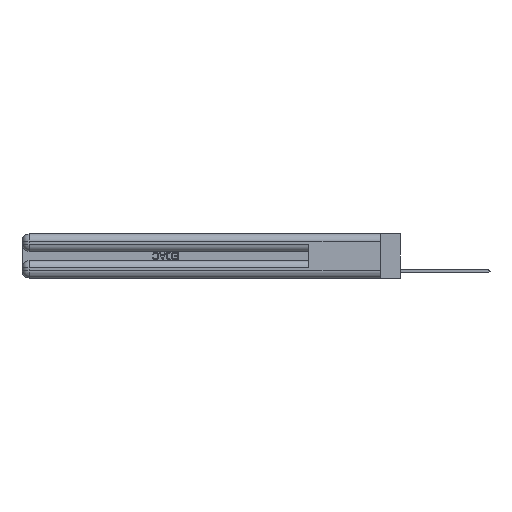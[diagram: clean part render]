
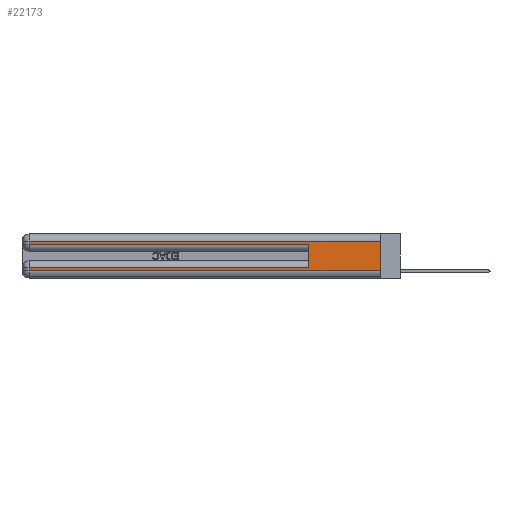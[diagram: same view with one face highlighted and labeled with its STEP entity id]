
A CAD part, left-side view. The second image highlights one B-rep face of the part: STEP entity #22173.
In plain terms, the highlighted planar face has unit normal (-1, 0, 0).
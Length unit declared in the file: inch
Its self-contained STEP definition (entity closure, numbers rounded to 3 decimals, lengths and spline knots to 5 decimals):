
#2 = CARTESIAN_POINT ( 'NONE',  ( 0., 0., 0.37 ) ) ;
#13 = DIRECTION ( 'NONE',  ( 0., -1., 0. ) ) ;
#79 = LINE ( 'NONE', #17958, #3150 ) ;
#134 = EDGE_CURVE ( 'NONE', #17123, #23015, #2031, .T. ) ;
#538 = VECTOR ( 'NONE', #12389, 39.37008 ) ;
#752 = EDGE_CURVE ( 'NONE', #10322, #16706, #10583, .T. ) ;
#1177 = CARTESIAN_POINT ( 'NONE',  ( 0., 2.94, 0.085 ) ) ;
#1656 = AXIS2_PLACEMENT_3D ( 'NONE', #2, #19748, #23894 ) ;
#2031 = LINE ( 'NONE', #24371, #12702 ) ;
#3150 = VECTOR ( 'NONE', #18234, 39.37008 ) ;
#3530 = CARTESIAN_POINT ( 'NONE',  ( 0., 2.94, 0.37 ) ) ;
#3731 = ORIENTED_EDGE ( 'NONE', *, *, #28282, .T. ) ;
#3759 = CARTESIAN_POINT ( 'NONE',  ( 0., 0., 0.06 ) ) ;
#4768 = VECTOR ( 'NONE', #6930, 39.37008 ) ;
#5405 = EDGE_LOOP ( 'NONE', ( #16482, #19022, #7282, #26259, #17762, #22837, #3731, #7706 ) ) ;
#6034 = CARTESIAN_POINT ( 'NONE',  ( 0., 0., 0.31 ) ) ;
#6789 = VECTOR ( 'NONE', #17809, 39.37008 ) ;
#6863 = LINE ( 'NONE', #3759, #20620 ) ;
#6930 = DIRECTION ( 'NONE',  ( 0., 0., -1. ) ) ;
#7282 = ORIENTED_EDGE ( 'NONE', *, *, #14963, .T. ) ;
#7706 = ORIENTED_EDGE ( 'NONE', *, *, #11685, .T. ) ;
#8046 = CARTESIAN_POINT ( 'NONE',  ( 0., 2.94, 0.31 ) ) ;
#8695 = DIRECTION ( 'NONE',  ( 0., 0., 1. ) ) ;
#9012 = EDGE_CURVE ( 'NONE', #10322, #22291, #23772, .T. ) ;
#10322 = VERTEX_POINT ( 'NONE', #14943 ) ;
#10583 = LINE ( 'NONE', #22965, #4768 ) ;
#10851 = DIRECTION ( 'NONE',  ( 0., -1., 0. ) ) ;
#11685 = EDGE_CURVE ( 'NONE', #27731, #16706, #6863, .T. ) ;
#11764 = EDGE_CURVE ( 'NONE', #20562, #23015, #14782, .T. ) ;
#12389 = DIRECTION ( 'NONE',  ( 0., 0., -1. ) ) ;
#12702 = VECTOR ( 'NONE', #8695, 39.37008 ) ;
#13759 = CARTESIAN_POINT ( 'NONE',  ( 0., 0., 0.06 ) ) ;
#13859 = EDGE_CURVE ( 'NONE', #17123, #16339, #26701, .T. ) ;
#14782 = LINE ( 'NONE', #19865, #15762 ) ;
#14943 = CARTESIAN_POINT ( 'NONE',  ( 0., 0., 0.31 ) ) ;
#14963 = EDGE_CURVE ( 'NONE', #22291, #20562, #26269, .T. ) ;
#15762 = VECTOR ( 'NONE', #13, 39.37008 ) ;
#16339 = VERTEX_POINT ( 'NONE', #1177 ) ;
#16482 = ORIENTED_EDGE ( 'NONE', *, *, #752, .F. ) ;
#16706 = VERTEX_POINT ( 'NONE', #13759 ) ;
#17123 = VERTEX_POINT ( 'NONE', #23308 ) ;
#17597 = CARTESIAN_POINT ( 'NONE',  ( 0., 0.6, 0.285 ) ) ;
#17762 = ORIENTED_EDGE ( 'NONE', *, *, #134, .F. ) ;
#17809 = DIRECTION ( 'NONE',  ( 0., 1., 0. ) ) ;
#17958 = CARTESIAN_POINT ( 'NONE',  ( 0., 2.94, 0.37 ) ) ;
#18234 = DIRECTION ( 'NONE',  ( 0., 0., -1. ) ) ;
#19022 = ORIENTED_EDGE ( 'NONE', *, *, #9012, .T. ) ;
#19307 = VECTOR ( 'NONE', #28044, 39.37008 ) ;
#19748 = DIRECTION ( 'NONE',  ( 1., 0., 0. ) ) ;
#19865 = CARTESIAN_POINT ( 'NONE',  ( 0., 0., 0.285 ) ) ;
#20136 = FACE_OUTER_BOUND ( 'NONE', #5405, .T. ) ;
#20562 = VERTEX_POINT ( 'NONE', #20744 ) ;
#20620 = VECTOR ( 'NONE', #10851, 39.37008 ) ;
#20744 = CARTESIAN_POINT ( 'NONE',  ( 0., 2.94, 0.285 ) ) ;
#21686 = PLANE ( 'NONE',  #1656 ) ;
#22173 = ADVANCED_FACE ( 'NONE', ( #20136 ), #21686, .F. ) ;
#22291 = VERTEX_POINT ( 'NONE', #8046 ) ;
#22837 = ORIENTED_EDGE ( 'NONE', *, *, #13859, .T. ) ;
#22965 = CARTESIAN_POINT ( 'NONE',  ( 0., 0., 0.37 ) ) ;
#23015 = VERTEX_POINT ( 'NONE', #17597 ) ;
#23308 = CARTESIAN_POINT ( 'NONE',  ( 0., 0.6, 0.085 ) ) ;
#23772 = LINE ( 'NONE', #6034, #19307 ) ;
#23894 = DIRECTION ( 'NONE',  ( 0., 0., -1. ) ) ;
#23980 = CARTESIAN_POINT ( 'NONE',  ( 0., 0., 0.085 ) ) ;
#24371 = CARTESIAN_POINT ( 'NONE',  ( 0., 0.6, 0.145 ) ) ;
#24530 = CARTESIAN_POINT ( 'NONE',  ( 0., 2.94, 0.06 ) ) ;
#26259 = ORIENTED_EDGE ( 'NONE', *, *, #11764, .T. ) ;
#26269 = LINE ( 'NONE', #3530, #538 ) ;
#26701 = LINE ( 'NONE', #23980, #6789 ) ;
#27731 = VERTEX_POINT ( 'NONE', #24530 ) ;
#28044 = DIRECTION ( 'NONE',  ( 0., 1., 0. ) ) ;
#28282 = EDGE_CURVE ( 'NONE', #16339, #27731, #79, .T. ) ;
